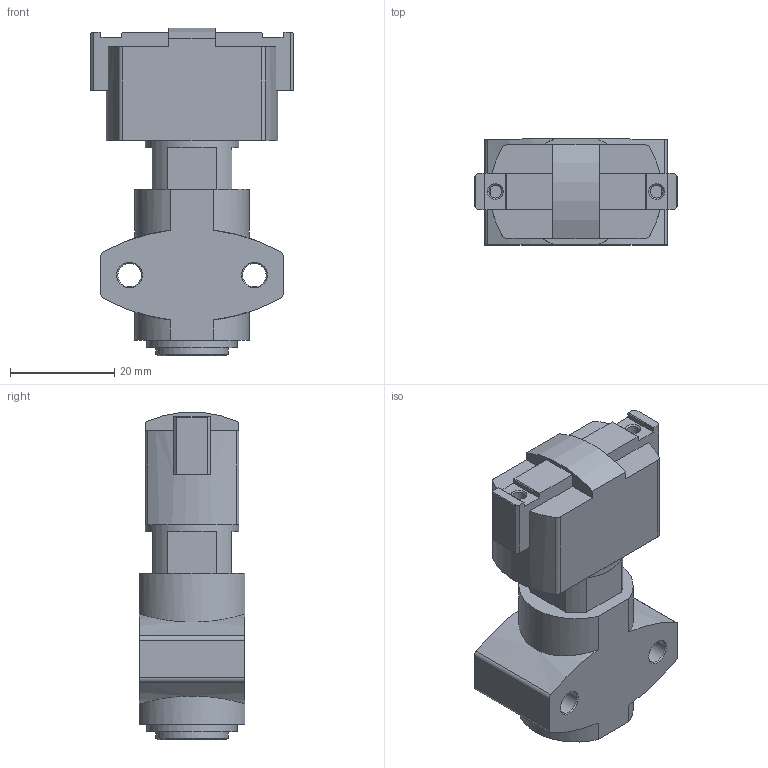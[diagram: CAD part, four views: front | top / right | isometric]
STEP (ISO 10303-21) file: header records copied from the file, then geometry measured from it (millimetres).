
FILE_DESCRIPTION(/* description */ ('STEP AP214'),/* implementation_level */ '2;1');
FILE_NAME(/* name */ '197565_HGPM-12-EO-G6',/* time_stamp */ '2024-08-29T06:24:02+02:00',/* author */ ('License CC BY-ND 4.0'),/* organization */ ('CADENAS'),/* preprocessor_version */ 'ST-DEVELOPER v19.3',/* originating_system */ 'PARTsolutions',/* authorisation */ ' ');
FILE_SCHEMA (('AUTOMOTIVE_DESIGN {1 0 10303 214 3 1 1}'));
Length unit declared in the file: millimetre
Products named in the file (4): 197565 HGPM-12-EO-G6---(8_offen); 197565 HGPM-12-EO-G6---(ZYL_8_offen); 1975xx HGPM-12-EO-G6---(JAW); 1975xx HGPM-12-EO-G6---(0)
Assembly tree (4 placements, depth 2):
  197565 HGPM-12-EO-G6---(8_offen)
    197565 HGPM-12-EO-G6---(ZYL_8_offen)
    1975xx HGPM-12-EO-G6---(JAW)  x2
    1975xx HGPM-12-EO-G6---(0)
Bounding box: 39 x 20.35 x 62.92 mm (x, y, z)
Volume: 26041.6 mm3; surface area: 10958.5 mm2
Topology: 4 solids, 4 shells, 166 faces, 432 edges, 283 vertices
Faces by surface type: plane 124, cylinder 31, cone 11
Full cylindrical faces by diameter (mm): 2.459 x3, 4.5 x2, 14 x1, 17.297 x1, 18 x1
Entity records: 4639 total; most frequent: CARTESIAN_POINT 761, DIRECTION 705, ORIENTED_EDGE 688, EDGE_CURVE 344, LINE 263, VECTOR 263, VERTEX_POINT 235, AXIS2_PLACEMENT_3D 221
